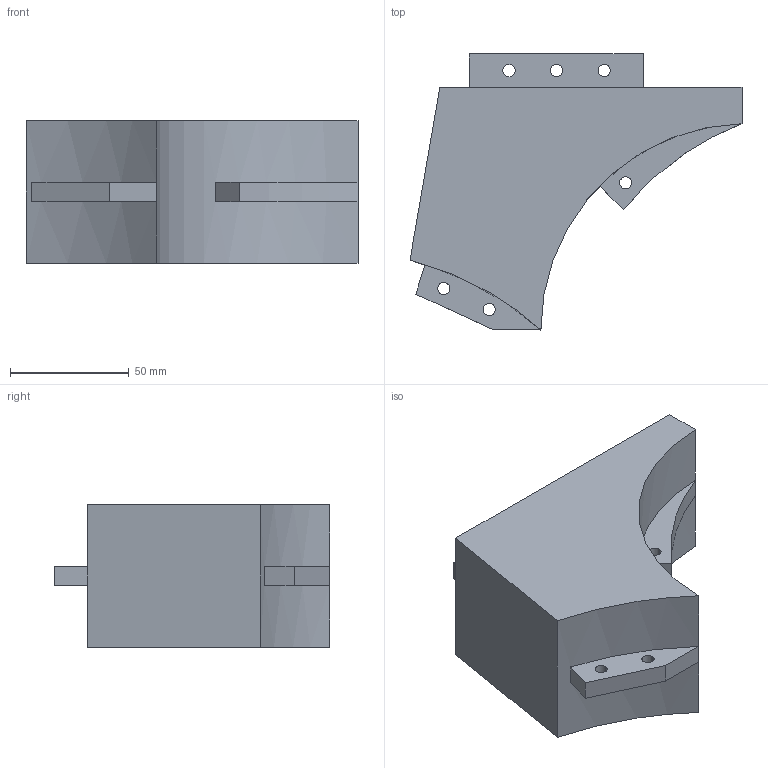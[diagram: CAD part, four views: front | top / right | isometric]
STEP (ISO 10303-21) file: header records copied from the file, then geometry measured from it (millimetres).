
FILE_DESCRIPTION (( 'STEP AP203' ), '1' );
FILE_NAME ('chargerGripper.STEP', '2020-03-02T03:25:15', ( '' ), ( '' ), 'SwSTEP 2.0', 'SolidWorks 2018', '' );
FILE_SCHEMA (( 'CONFIG_CONTROL_DESIGN' ));
Length unit declared in the file: millimetre
Products named in the file (1): chargerGripper
Bounding box: 139.51 x 115.94 x 60 mm (x, y, z)
Volume: 442137.9 mm3; surface area: 44253.4 mm2
Topology: 1 solids, 1 shells, 33 faces, 86 edges, 56 vertices
Faces by surface type: plane 18, cylinder 13, bspline 2
Entity records: 1121 total; most frequent: CARTESIAN_POINT 198, ORIENTED_EDGE 172, DIRECTION 172, EDGE_CURVE 86, AXIS2_PLACEMENT_3D 60, VERTEX_POINT 56, LINE 52, VECTOR 52
